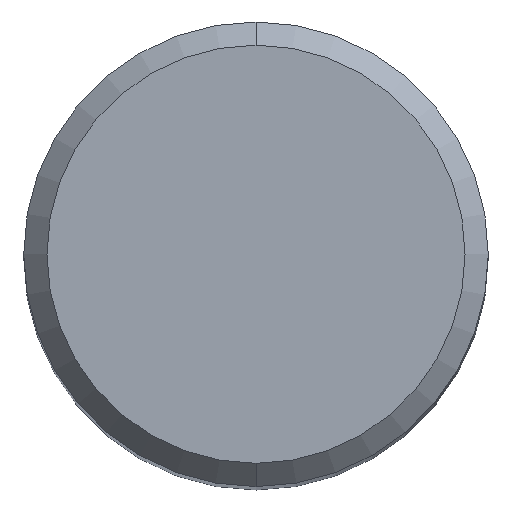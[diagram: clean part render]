
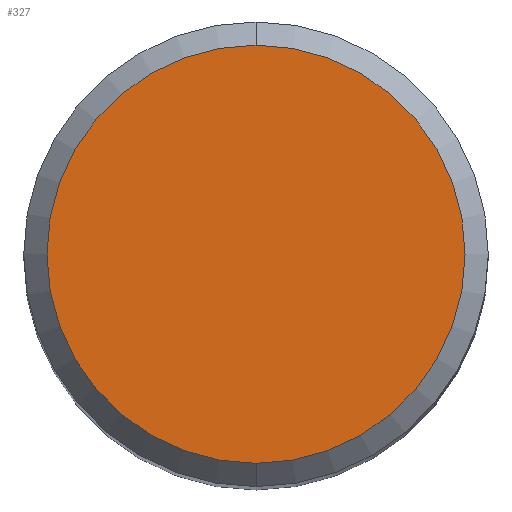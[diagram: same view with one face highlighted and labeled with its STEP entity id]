
A CAD part, top view. The second image highlights one B-rep face of the part: STEP entity #327.
In plain terms, the highlighted planar face has unit normal (0, 0, 1).
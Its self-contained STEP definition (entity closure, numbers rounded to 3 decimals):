
#187=VERTEX_POINT('',#497);
#237=VERTEX_POINT('',#550);
#327=ADVANCED_FACE('',(#650),#651,.T.);
#339=EDGE_CURVE('',#237,#187,#665,.T.);
#383=EDGE_CURVE('',#187,#237,#710,.T.);
#497=CARTESIAN_POINT('',(0.,-5.4,0.0));
#550=CARTESIAN_POINT('',(0.0,5.4,0.0));
#650=FACE_OUTER_BOUND('',#1196,.T.);
#651=PLANE('',#1197);
#665=CIRCLE('',#1216,5.4);
#710=CIRCLE('',#1317,5.4);
#1196=EDGE_LOOP('',(#1698,#1699));
#1197=AXIS2_PLACEMENT_3D('',#1700,#1701,#1702);
#1216=AXIS2_PLACEMENT_3D('',#1722,#1723,#1724);
#1317=AXIS2_PLACEMENT_3D('',#1747,#1748,#1749);
#1698=ORIENTED_EDGE('',*,*,#339,.F.);
#1699=ORIENTED_EDGE('',*,*,#383,.F.);
#1700=CARTESIAN_POINT('',(0.0,2.7,0.0));
#1701=DIRECTION('',(-0.0,0.0,1.0));
#1702=DIRECTION('',(0.0,-1.0,0.0));
#1722=CARTESIAN_POINT('',(0.0,0.0,0.0));
#1723=DIRECTION('',(0.0,0.0,-1.0));
#1724=DIRECTION('',(0.0,1.0,0.0));
#1747=CARTESIAN_POINT('',(0.0,0.0,0.0));
#1748=DIRECTION('',(0.0,0.0,-1.0));
#1749=DIRECTION('',(0.0,1.0,0.0));
